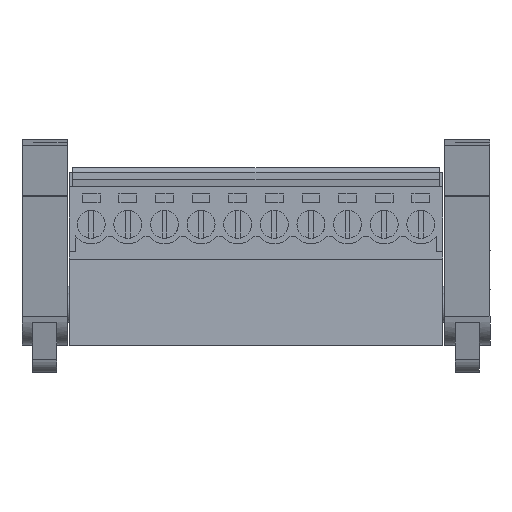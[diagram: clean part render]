
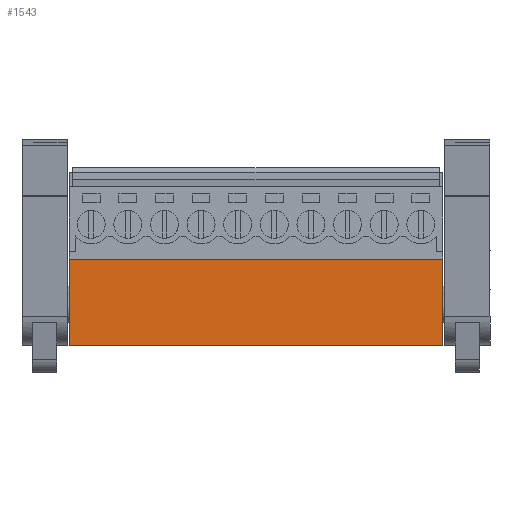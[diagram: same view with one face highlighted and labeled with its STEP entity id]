
A CAD part, front view. The second image highlights one B-rep face of the part: STEP entity #1543.
In plain terms, the highlighted planar face has unit normal (0, -1, 0).
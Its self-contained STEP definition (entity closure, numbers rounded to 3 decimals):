
#1523=AXIS2_PLACEMENT_3D('Plane Axis2P3D',#1520,#1521,#1522) ;
#63=CARTESIAN_POINT('Vertex',(4.9,5.036,2.846)) ;
#66=CARTESIAN_POINT('Line Origine',(4.9,5.036,7.321)) ;
#70=CARTESIAN_POINT('Vertex',(4.9,5.036,11.796)) ;
#365=CARTESIAN_POINT('Vertex',(43.79,5.036,2.846)) ;
#368=CARTESIAN_POINT('Line Origine',(24.345,5.036,2.846)) ;
#1520=CARTESIAN_POINT('Axis2P3D Location',(43.79,5.036,11.796)) ;
#1525=CARTESIAN_POINT('Line Origine',(43.79,5.036,7.321)) ;
#1529=CARTESIAN_POINT('Vertex',(43.79,5.036,11.796)) ;
#1532=CARTESIAN_POINT('Line Origine',(24.345,5.036,11.796)) ;
#67=DIRECTION('Vector Direction',(0.,0.,-1.)) ;
#369=DIRECTION('Vector Direction',(-1.,0.,0.)) ;
#1521=DIRECTION('Axis2P3D Direction',(0.,1.,0.)) ;
#1522=DIRECTION('Axis2P3D XDirection',(0.,0.,-1.)) ;
#1526=DIRECTION('Vector Direction',(0.,0.,-1.)) ;
#1533=DIRECTION('Vector Direction',(-1.,0.,0.)) ;
#68=VECTOR('Line Direction',#67,1.) ;
#370=VECTOR('Line Direction',#369,1.) ;
#1527=VECTOR('Line Direction',#1526,1.) ;
#1534=VECTOR('Line Direction',#1533,1.) ;
#1538=ORIENTED_EDGE('',*,*,#372,.F.) ;
#1539=ORIENTED_EDGE('',*,*,#1531,.F.) ;
#1540=ORIENTED_EDGE('',*,*,#1536,.T.) ;
#1541=ORIENTED_EDGE('',*,*,#72,.T.) ;
#1543=ADVANCED_FACE('HOUSING',(#1542),#1524,.F.) ;
#72=EDGE_CURVE('',#71,#64,#69,.T.) ;
#372=EDGE_CURVE('',#366,#64,#371,.T.) ;
#1531=EDGE_CURVE('',#1530,#366,#1528,.T.) ;
#1536=EDGE_CURVE('',#1530,#71,#1535,.T.) ;
#1537=EDGE_LOOP('',(#1538,#1539,#1540,#1541)) ;
#1542=FACE_OUTER_BOUND('',#1537,.T.) ;
#69=LINE('Line',#66,#68) ;
#371=LINE('Line',#368,#370) ;
#1528=LINE('Line',#1525,#1527) ;
#1535=LINE('Line',#1532,#1534) ;
#1524=PLANE('',#1523) ;
#64=VERTEX_POINT('',#63) ;
#71=VERTEX_POINT('',#70) ;
#366=VERTEX_POINT('',#365) ;
#1530=VERTEX_POINT('',#1529) ;
